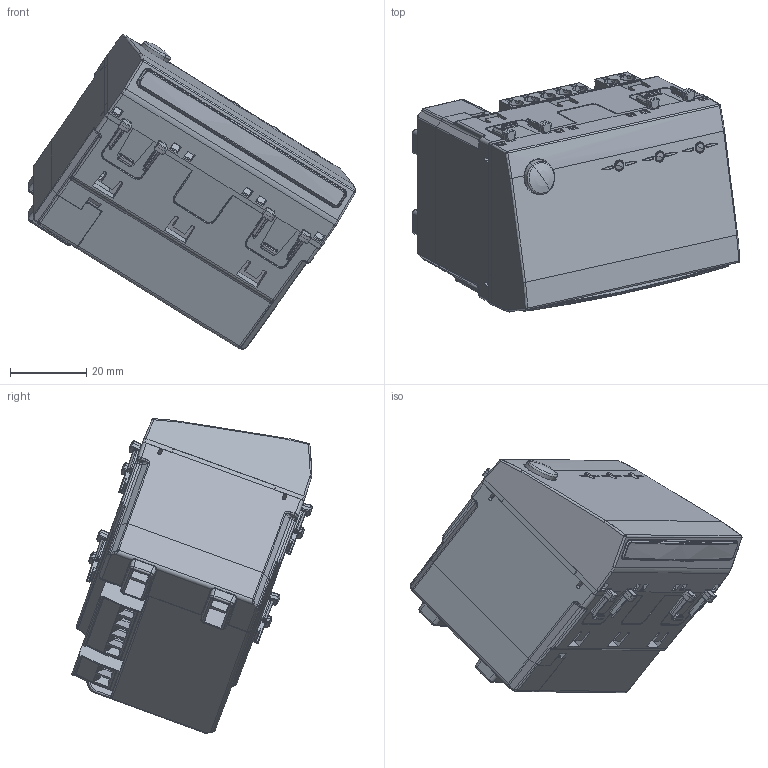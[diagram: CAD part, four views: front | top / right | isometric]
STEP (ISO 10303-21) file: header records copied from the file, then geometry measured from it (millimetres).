
FILE_DESCRIPTION(('CATIA V5 STEP Exchange'),'2;1');
FILE_NAME('441AB-LE.stp','2024-03-11T13:47:32+00:00',('none'),('none'),'CATIA Version 5-6 Release 2016 SP6','CATIA V5 STEP AP203','none');
FILE_SCHEMA(('CONFIG_CONTROL_DESIGN'));
Products named in the file (2): 441AB-LE (DA2021); DA2043-SENZA SCHEDA
Assembly tree (14 placements, depth 3):
  441AB-LE (DA2021)
    #57
    #27520
    #34500
    #113931
    #120513  x3
    #122436
    DA2043-SENZA SCHEDA
      #131338
      #146692
      #154083  x2
    #156093
Bounding box: 85.66 x 62.85 x 82.21 mm (x, y, z)
Volume: 33324.6 mm3; surface area: 49511.8 mm2
Topology: 12 solids, 19 shells, 3994 faces, 10685 edges, 6627 vertices
Faces by surface type: plane 1840, cylinder 1105, bspline 672, cone 139, torus 134, sphere 104
Entity records: 156015 total; most frequent: CARTESIAN_POINT 74879, ORIENTED_EDGE 20156, DIRECTION 10926, EDGE_CURVE 10078, VERTEX_POINT 6356, VECTOR 4916, LINE 4916, EDGE_LOOP 3990
